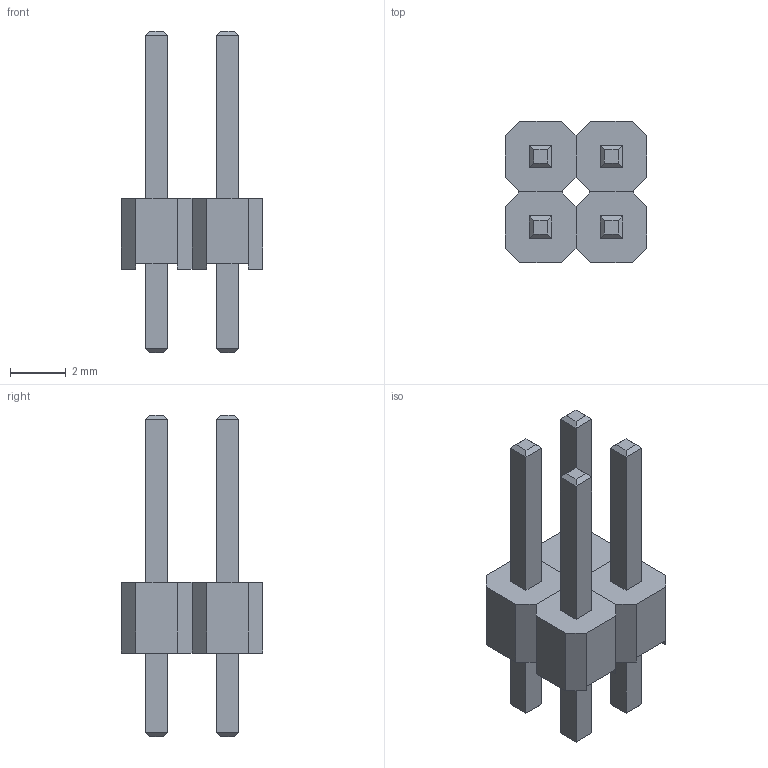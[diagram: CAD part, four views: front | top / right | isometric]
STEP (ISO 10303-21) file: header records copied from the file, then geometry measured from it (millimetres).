
FILE_DESCRIPTION(('FreeCAD Model'),'2;1');
FILE_NAME( '2x02.stp', '2014-10-21T22:32:56',('FreeCAD'),('FreeCAD'), 'Open CASCADE STEP processor 6.6','FreeCAD','Unknown');
FILE_SCHEMA(('AUTOMOTIVE_DESIGN_CC2 { 1 2 10303 214 -1 1 5 4 }'));
Length unit declared in the file: millimetre
Products named in the file (2): Array; Array001
Bounding box: 5.08 x 5.08 x 11.54 mm (x, y, z)
Volume: 80.3 mm3; surface area: 314.9 mm2
Topology: 8 solids, 8 shells, 128 faces, 288 edges, 176 vertices
Faces by surface type: plane 128
Entity records: 7230 total; most frequent: CARTESIAN_POINT 1209, DIRECTION 1082, LINE 824, VECTOR 824, ORIENTED_EDGE 576, PCURVE 576, DEFINITIONAL_REPRESENTATION 576, EDGE_CURVE 288
